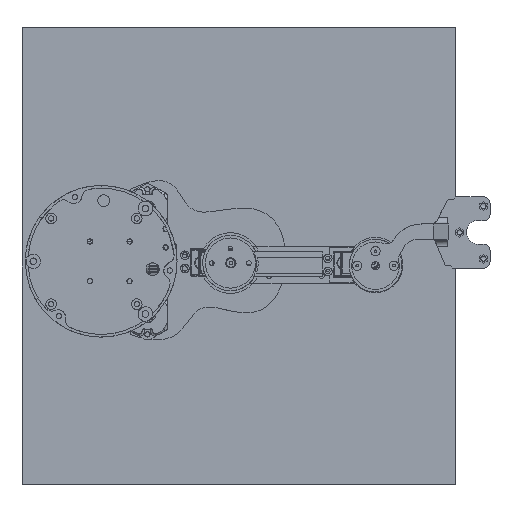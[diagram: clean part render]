
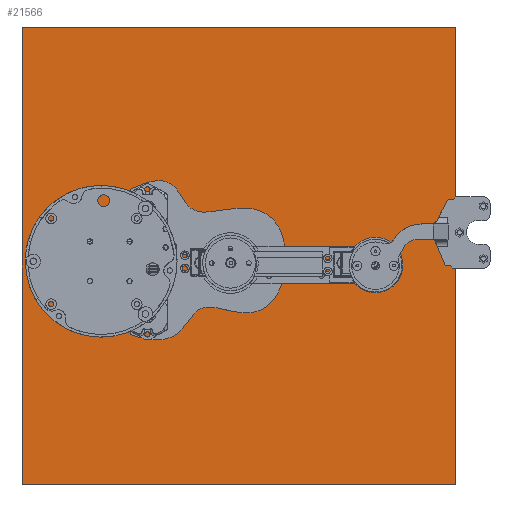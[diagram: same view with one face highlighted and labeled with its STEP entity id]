
A CAD part, top view. The second image highlights one B-rep face of the part: STEP entity #21566.
In plain terms, the highlighted planar face has unit normal (0, 0, 1).
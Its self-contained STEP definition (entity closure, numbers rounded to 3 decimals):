
#1658=PLANE('',#24101);
#2881=FACE_OUTER_BOUND('',#4378,.T.);
#4378=EDGE_LOOP('',(#19891,#19892,#19893,#19894));
#6089=LINE('',#43907,#7810);
#6090=LINE('',#43909,#7811);
#6091=LINE('',#43911,#7812);
#6092=LINE('',#43912,#7813);
#7810=VECTOR('',#30423,10.);
#7811=VECTOR('',#30424,10.);
#7812=VECTOR('',#30425,10.);
#7813=VECTOR('',#30426,10.);
#10831=VERTEX_POINT('',#43905);
#10832=VERTEX_POINT('',#43906);
#10833=VERTEX_POINT('',#43908);
#10834=VERTEX_POINT('',#43910);
#13855=EDGE_CURVE('',#10831,#10832,#6089,.T.);
#13856=EDGE_CURVE('',#10832,#10833,#6090,.T.);
#13857=EDGE_CURVE('',#10833,#10834,#6091,.T.);
#13858=EDGE_CURVE('',#10834,#10831,#6092,.T.);
#19891=ORIENTED_EDGE('',*,*,#13855,.T.);
#19892=ORIENTED_EDGE('',*,*,#13856,.T.);
#19893=ORIENTED_EDGE('',*,*,#13857,.T.);
#19894=ORIENTED_EDGE('',*,*,#13858,.T.);
#21566=ADVANCED_FACE('',(#2881),#1658,.T.);
#24101=AXIS2_PLACEMENT_3D('',#43904,#30421,#30422);
#30421=DIRECTION('center_axis',(0.,0.,1.));
#30422=DIRECTION('ref_axis',(0.,1.,0.));
#30423=DIRECTION('',(-1.,0.,0.));
#30424=DIRECTION('',(0.,-1.,0.));
#30425=DIRECTION('',(1.,0.,0.));
#30426=DIRECTION('',(0.,1.,0.));
#43904=CARTESIAN_POINT('Origin',(104.324,4.586,-317.));
#43905=CARTESIAN_POINT('',(268.685,177.597,-317.));
#43906=CARTESIAN_POINT('',(-60.037,177.597,-317.));
#43907=CARTESIAN_POINT('',(104.324,177.597,-317.));
#43908=CARTESIAN_POINT('',(-60.037,-168.426,-317.));
#43909=CARTESIAN_POINT('',(-60.037,4.586,-317.));
#43910=CARTESIAN_POINT('',(268.685,-168.426,-317.));
#43911=CARTESIAN_POINT('',(104.324,-168.426,-317.));
#43912=CARTESIAN_POINT('',(268.685,4.586,-317.));
